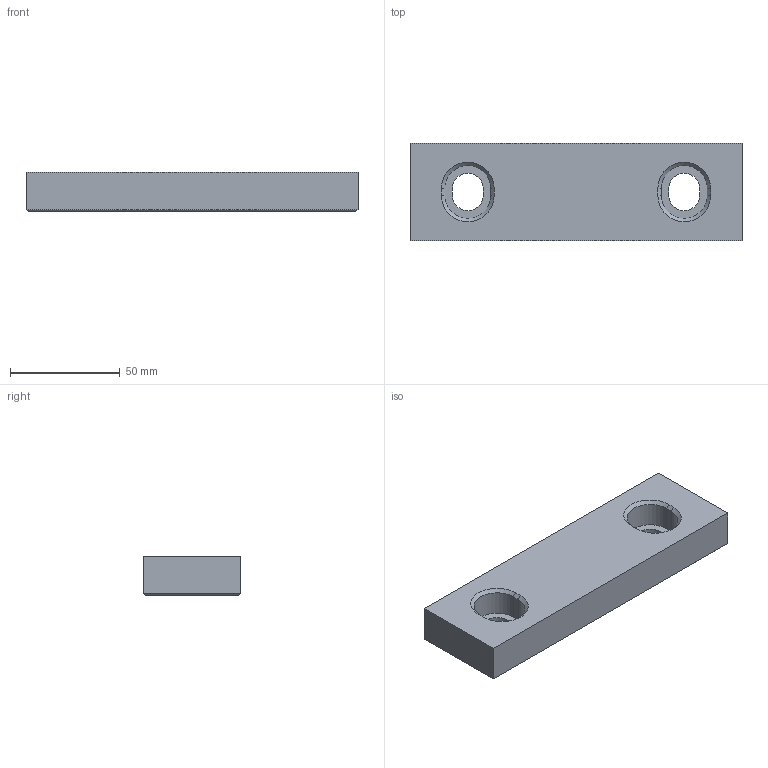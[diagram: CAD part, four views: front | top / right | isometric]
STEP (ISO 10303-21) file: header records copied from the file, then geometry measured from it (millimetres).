
FILE_DESCRIPTION(/* description */ (''),/* implementation_level */ '2;1');
FILE_NAME(/* name */ 'DualSidedJaw.stp',/* time_stamp */ '2023-12-08T07:57:23+01:00',/* author */ ('fablabadmin'),/* organization */ (''),/* preprocessor_version */ 'ST-DEVELOPER v20',/* originating_system */ 'Autodesk Inventor 2024',/* authorisation */ '');
FILE_SCHEMA (('AUTOMOTIVE_DESIGN { 1 0 10303 214 3 1 1 }'));
Length unit declared in the file: millimetre
Products named in the file (1): JawDualSided
Bounding box: 151 x 44.5 x 18 mm (x, y, z)
Volume: 107997.4 mm3; surface area: 21675.9 mm2
Topology: 1 solids, 1 shells, 44 faces, 100 edges, 60 vertices
Faces by surface type: plane 28, cone 8, cylinder 8
Entity records: 1259 total; most frequent: DIRECTION 214, CARTESIAN_POINT 205, ORIENTED_EDGE 200, EDGE_CURVE 100, LINE 76, VECTOR 76, AXIS2_PLACEMENT_3D 69, VERTEX_POINT 60
